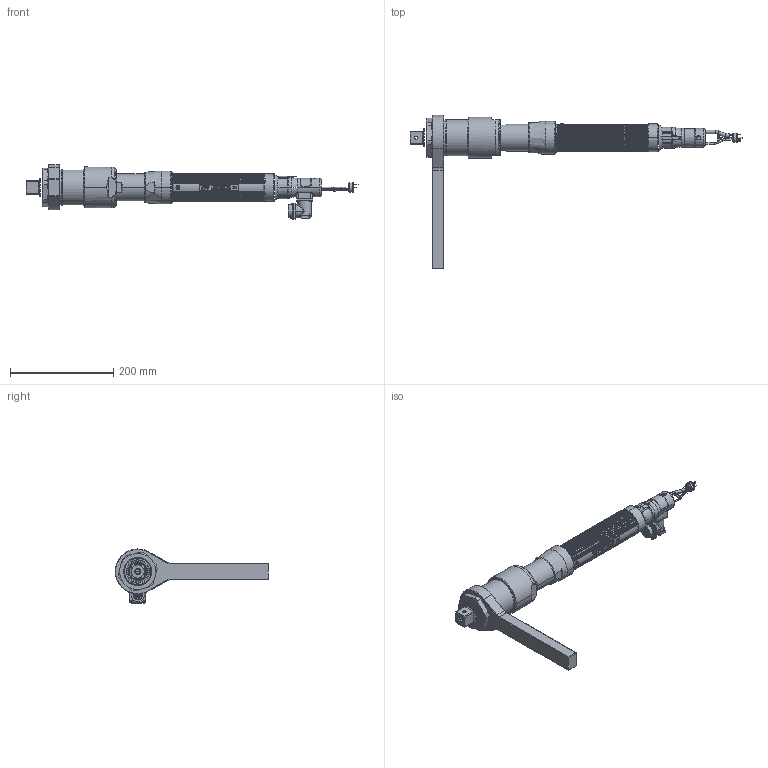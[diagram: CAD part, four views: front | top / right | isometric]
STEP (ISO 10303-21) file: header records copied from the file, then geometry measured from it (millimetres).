
FILE_DESCRIPTION((''),'2;1');
FILE_NAME('EB55MB4-460','2012-05-01T',('EJF1116'),(''),'PRO/ENGINEER BY PARAMETRIC TECHNOLOGY CORPORATION, 2010430','PRO/ENGINEER BY PARAMETRIC TECHNOLOGY CORPORATION, 2010430','');
FILE_SCHEMA(('CONFIG_CONTROL_DESIGN'));
Length unit declared in the file: inch
Products named in the file (1): EB55MB4-460
Bounding box: 643.54 x 297.64 x 104.85 mm (x, y, z)
Surface area: 181027.5 mm2 (no closed solid volume)
Topology: 0 solids, 116 shells, 479 faces, 3444 edges, 2972 vertices
Faces by surface type: cylinder 207, plane 159, cone 42, bspline 38, torus 31, extrusion 2
Entity records: 39551 total; most frequent: CARTESIAN_POINT 15582, DIRECTION 4556, ORIENTED_EDGE 4156, EDGE_CURVE 3444, VERTEX_POINT 2972, VECTOR 1628, LINE 1626, AXIS2_PLACEMENT_3D 1464
